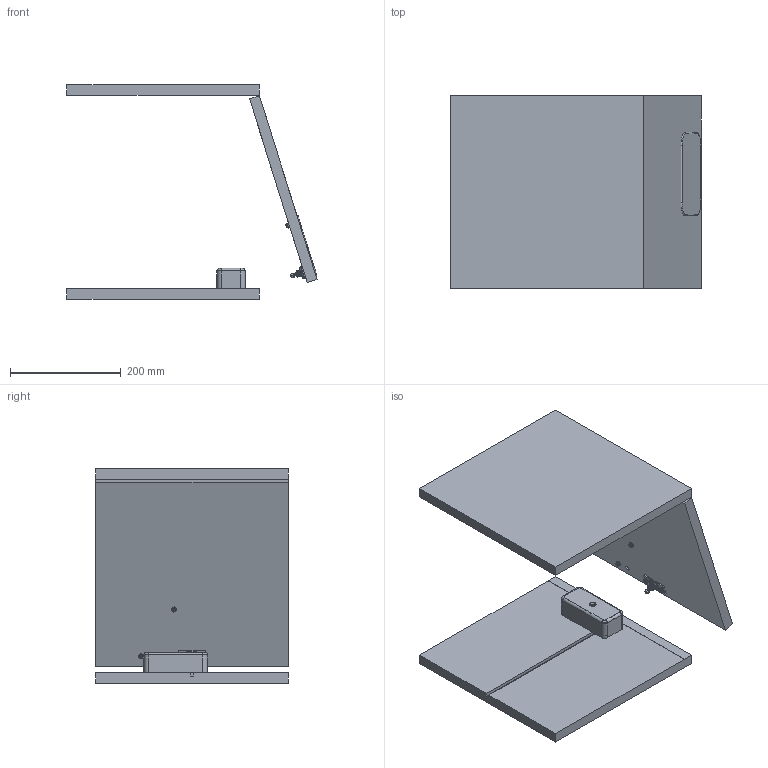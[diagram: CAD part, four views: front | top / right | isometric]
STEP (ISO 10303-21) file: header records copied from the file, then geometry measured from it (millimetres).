
FILE_DESCRIPTION(('FreeCAD Model'),'2;1');
FILE_NAME('Open CASCADE Shape Model','2025-04-30T23:29:09',('FreeCAD'),( 'FreeCAD'),'Open CASCADE STEP processor 7.6','FreeCAD','Unknown');
FILE_SCHEMA(('AUTOMOTIVE_DESIGN { 1 0 10303 214 1 1 1 1 }'));
Products named in the file (1): Open CASCADE STEP translator 7.6 1
Bounding box: 452.21 x 347.88 x 387.31 mm (x, y, z)
Volume: 6834139 mm3; surface area: 950709.6 mm2
Topology: 19 solids, 19 shells, 1109 faces, 2821 edges, 1782 vertices
Faces by surface type: bspline 1109
Entity records: 49506 total; most frequent: CARTESIAN_POINT 34022, ORIENTED_EDGE 5610, EDGE_CURVE 2805, VERTEX_POINT 1782, B_SPLINE_CURVE_WITH_KNOTS 1401, FACE_BOUND 1229, EDGE_LOOP 1229, ADVANCED_FACE 1109
